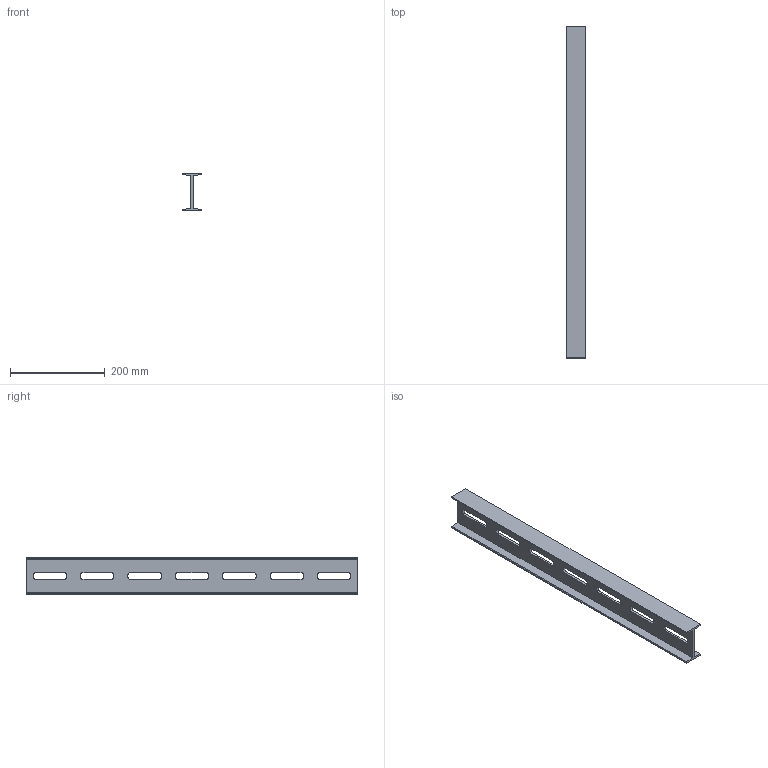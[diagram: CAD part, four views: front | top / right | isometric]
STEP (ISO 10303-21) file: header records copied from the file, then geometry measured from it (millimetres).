
FILE_DESCRIPTION((''),'2;1');
FILE_NAME('700270_PRT','2019-03-26T10:36:05',('tomasz.grudniewski'),(''),'CREO PARAMETRIC BY PTC INC, 2018500','CREO PARAMETRIC BY PTC INC, 2018500','');
FILE_SCHEMA(('CONFIG_CONTROL_DESIGN'));
Length unit declared in the file: millimetre
Products named in the file (1): 700270_PRT
Bounding box: 42 x 700 x 80 mm (x, y, z)
Volume: 464105.5 mm3; surface area: 211208.8 mm2
Topology: 1 solids, 1 shells, 74 faces, 216 edges, 144 vertices
Faces by surface type: plane 46, cylinder 28
Entity records: 2522 total; most frequent: CARTESIAN_POINT 434, ORIENTED_EDGE 432, DIRECTION 420, EDGE_CURVE 216, VECTOR 160, LINE 160, VERTEX_POINT 144, AXIS2_PLACEMENT_3D 130
